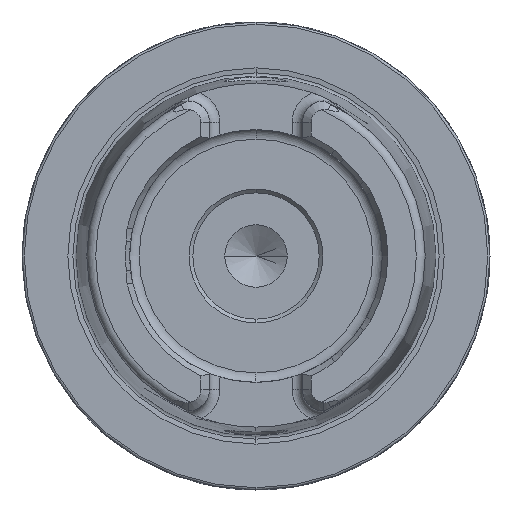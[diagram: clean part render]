
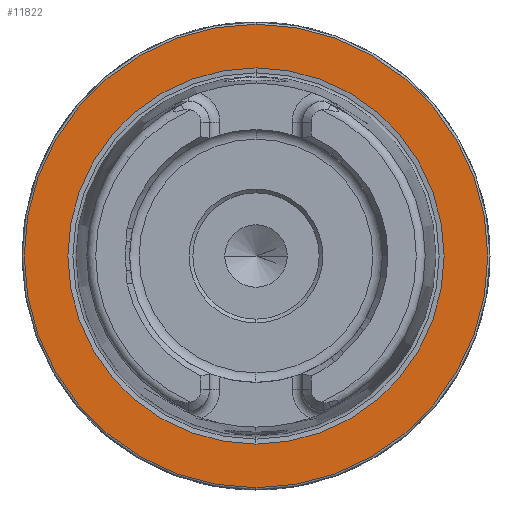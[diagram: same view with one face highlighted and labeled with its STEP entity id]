
A CAD part, left-side view. The second image highlights one B-rep face of the part: STEP entity #11822.
In plain terms, the highlighted planar face has unit normal (-1, 0, 0).
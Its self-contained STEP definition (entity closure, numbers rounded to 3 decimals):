
#158 = CIRCLE ( 'NONE', #12119, 25.324 ) ;
#484 = PLANE ( 'NONE',  #10511 ) ;
#1359 = EDGE_CURVE ( 'NONE', #14181, #12127, #4683, .T. ) ;
#1554 = FACE_OUTER_BOUND ( 'NONE', #7721, .T. ) ;
#1647 = ORIENTED_EDGE ( 'NONE', *, *, #9338, .T. ) ;
#2431 = CARTESIAN_POINT ( 'NONE',  ( 0., 0., 31.2 ) ) ;
#2521 = CARTESIAN_POINT ( 'NONE',  ( 0., 31.2, 0. ) ) ;
#3218 = CARTESIAN_POINT ( 'NONE',  ( 0., 0., 0. ) ) ;
#3613 = VERTEX_POINT ( 'NONE', #13363 ) ;
#3628 = DIRECTION ( 'NONE',  ( 0., 0., 1. ) ) ;
#3922 = DIRECTION ( 'NONE',  ( -1., 0., 0. ) ) ;
#4683 = CIRCLE ( 'NONE', #6500, 31.2 ) ;
#5006 = DIRECTION ( 'NONE',  ( -1., 0., 0. ) ) ;
#5342 = AXIS2_PLACEMENT_3D ( 'NONE', #10351, #3922, #9265 ) ;
#5616 = ORIENTED_EDGE ( 'NONE', *, *, #11619, .F. ) ;
#5770 = DIRECTION ( 'NONE',  ( -1., 0., 0. ) ) ;
#6008 = CARTESIAN_POINT ( 'NONE',  ( 0., 0., 0. ) ) ;
#6500 = AXIS2_PLACEMENT_3D ( 'NONE', #6008, #5006, #8245 ) ;
#7054 = CIRCLE ( 'NONE', #8888, 25.324 ) ;
#7593 = DIRECTION ( 'NONE',  ( 0., 0., 1. ) ) ;
#7721 = EDGE_LOOP ( 'NONE', ( #1647, #14122 ) ) ;
#7940 = CARTESIAN_POINT ( 'NONE',  ( 0., 0., 0. ) ) ;
#8245 = DIRECTION ( 'NONE',  ( 0., 0., 1. ) ) ;
#8623 = CARTESIAN_POINT ( 'NONE',  ( 0., 0., 25.324 ) ) ;
#8675 = DIRECTION ( 'NONE',  ( -1., 0., 0. ) ) ;
#8848 = VERTEX_POINT ( 'NONE', #8623 ) ;
#8888 = AXIS2_PLACEMENT_3D ( 'NONE', #3218, #8675, #7593 ) ;
#9108 = CARTESIAN_POINT ( 'NONE',  ( 0., 0., -31.2 ) ) ;
#9265 = DIRECTION ( 'NONE',  ( 0., 0., 1. ) ) ;
#9275 = DIRECTION ( 'NONE',  ( 0., 0., -1. ) ) ;
#9338 = EDGE_CURVE ( 'NONE', #12127, #14181, #9488, .T. ) ;
#9488 = CIRCLE ( 'NONE', #5342, 31.2 ) ;
#10351 = CARTESIAN_POINT ( 'NONE',  ( 0., 0., 0. ) ) ;
#10434 = DIRECTION ( 'NONE',  ( 1., 0., 0. ) ) ;
#10511 = AXIS2_PLACEMENT_3D ( 'NONE', #2521, #10434, #9275 ) ;
#11127 = ORIENTED_EDGE ( 'NONE', *, *, #13437, .F. ) ;
#11619 = EDGE_CURVE ( 'NONE', #3613, #8848, #7054, .T. ) ;
#11822 = ADVANCED_FACE ( 'NONE', ( #12379, #1554 ), #484, .F. ) ;
#12119 = AXIS2_PLACEMENT_3D ( 'NONE', #7940, #5770, #3628 ) ;
#12127 = VERTEX_POINT ( 'NONE', #2431 ) ;
#12379 = FACE_BOUND ( 'NONE', #12608, .T. ) ;
#12608 = EDGE_LOOP ( 'NONE', ( #11127, #5616 ) ) ;
#13363 = CARTESIAN_POINT ( 'NONE',  ( 0., 0., -25.324 ) ) ;
#13437 = EDGE_CURVE ( 'NONE', #8848, #3613, #158, .T. ) ;
#14122 = ORIENTED_EDGE ( 'NONE', *, *, #1359, .T. ) ;
#14181 = VERTEX_POINT ( 'NONE', #9108 ) ;
